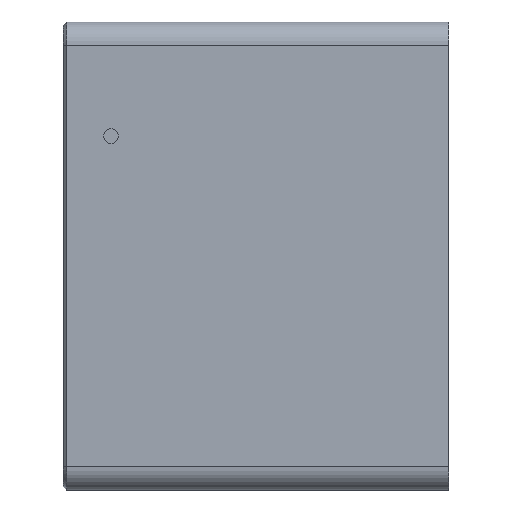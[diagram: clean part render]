
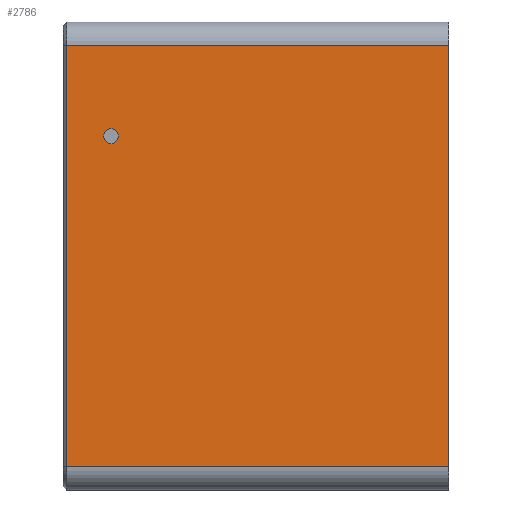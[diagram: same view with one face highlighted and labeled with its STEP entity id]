
A CAD part, left-side view. The second image highlights one B-rep face of the part: STEP entity #2786.
In plain terms, the highlighted planar face has unit normal (-1, 0, 0).
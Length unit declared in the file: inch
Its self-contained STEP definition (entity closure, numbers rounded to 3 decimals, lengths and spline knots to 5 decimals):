
#15 = VECTOR ( 'NONE', #3010, 39.37008 ) ;
#57 = CARTESIAN_POINT ( 'NONE',  ( -1.75, 0., -1.125 ) ) ;
#87 = DIRECTION ( 'NONE',  ( 0., -1., 0. ) ) ;
#329 = DIRECTION ( 'NONE',  ( 1., 0., 0. ) ) ;
#478 = CARTESIAN_POINT ( 'NONE',  ( -1.75, 2.04177, 1.25 ) ) ;
#489 = VERTEX_POINT ( 'NONE', #3579 ) ;
#498 = LINE ( 'NONE', #2238, #2059 ) ;
#520 = ORIENTED_EDGE ( 'NONE', *, *, #2742, .F. ) ;
#543 = FACE_BOUND ( 'NONE', #1590, .T. ) ;
#594 = VECTOR ( 'NONE', #87, 39.37008 ) ;
#617 = ORIENTED_EDGE ( 'NONE', *, *, #3539, .F. ) ;
#1433 = DIRECTION ( 'NONE',  ( -1., 0., 0. ) ) ;
#1532 = CARTESIAN_POINT ( 'NONE',  ( -1.75, 0., 1.125 ) ) ;
#1554 = LINE ( 'NONE', #478, #2408 ) ;
#1558 = EDGE_CURVE ( 'NONE', #3076, #1986, #2332, .T. ) ;
#1590 = EDGE_LOOP ( 'NONE', ( #1767, #1832 ) ) ;
#1674 = VERTEX_POINT ( 'NONE', #3988 ) ;
#1744 = CARTESIAN_POINT ( 'NONE',  ( -1.75, 1.80587, 0.63976 ) ) ;
#1767 = ORIENTED_EDGE ( 'NONE', *, *, #1558, .F. ) ;
#1832 = ORIENTED_EDGE ( 'NONE', *, *, #3776, .F. ) ;
#1835 = EDGE_LOOP ( 'NONE', ( #520, #617, #2640, #3568 ) ) ;
#1883 = PLANE ( 'NONE',  #2877 ) ;
#1914 = DIRECTION ( 'NONE',  ( 0., 1., 0. ) ) ;
#1965 = VERTEX_POINT ( 'NONE', #57 ) ;
#1986 = VERTEX_POINT ( 'NONE', #3506 ) ;
#2059 = VECTOR ( 'NONE', #1914, 39.37008 ) ;
#2063 = DIRECTION ( 'NONE',  ( 0., 0., 1. ) ) ;
#2107 = CIRCLE ( 'NONE', #2944, 0.03935 ) ;
#2206 = CARTESIAN_POINT ( 'NONE',  ( -1.75, 2.06177, 1.25 ) ) ;
#2238 = CARTESIAN_POINT ( 'NONE',  ( -1.75, 2.06177, -1.125 ) ) ;
#2332 = CIRCLE ( 'NONE', #2838, 0.03935 ) ;
#2357 = DIRECTION ( 'NONE',  ( 0., 0., 1. ) ) ;
#2408 = VECTOR ( 'NONE', #2357, 39.37008 ) ;
#2529 = DIRECTION ( 'NONE',  ( 0., 0., -1. ) ) ;
#2535 = EDGE_CURVE ( 'NONE', #1674, #3415, #3092, .T. ) ;
#2640 = ORIENTED_EDGE ( 'NONE', *, *, #3256, .F. ) ;
#2697 = CARTESIAN_POINT ( 'NONE',  ( -1.75, 0., 0. ) ) ;
#2742 = EDGE_CURVE ( 'NONE', #489, #1674, #1554, .T. ) ;
#2786 = ADVANCED_FACE ( 'NONE', ( #3855, #543 ), #1883, .F. ) ;
#2838 = AXIS2_PLACEMENT_3D ( 'NONE', #1744, #3930, #2063 ) ;
#2877 = AXIS2_PLACEMENT_3D ( 'NONE', #2206, #329, #2529 ) ;
#2944 = AXIS2_PLACEMENT_3D ( 'NONE', #3313, #1433, #3615 ) ;
#3010 = DIRECTION ( 'NONE',  ( 0., 0., -1. ) ) ;
#3076 = VERTEX_POINT ( 'NONE', #3594 ) ;
#3092 = LINE ( 'NONE', #3819, #594 ) ;
#3256 = EDGE_CURVE ( 'NONE', #3415, #1965, #3965, .T. ) ;
#3313 = CARTESIAN_POINT ( 'NONE',  ( -1.75, 1.80587, 0.63976 ) ) ;
#3415 = VERTEX_POINT ( 'NONE', #1532 ) ;
#3506 = CARTESIAN_POINT ( 'NONE',  ( -1.75, 1.80587, 0.60041 ) ) ;
#3539 = EDGE_CURVE ( 'NONE', #1965, #489, #498, .T. ) ;
#3568 = ORIENTED_EDGE ( 'NONE', *, *, #2535, .F. ) ;
#3579 = CARTESIAN_POINT ( 'NONE',  ( -1.75, 2.04177, -1.125 ) ) ;
#3594 = CARTESIAN_POINT ( 'NONE',  ( -1.75, 1.80587, 0.67911 ) ) ;
#3615 = DIRECTION ( 'NONE',  ( 0., 0., 1. ) ) ;
#3776 = EDGE_CURVE ( 'NONE', #1986, #3076, #2107, .T. ) ;
#3819 = CARTESIAN_POINT ( 'NONE',  ( -1.75, 2.06177, 1.125 ) ) ;
#3855 = FACE_OUTER_BOUND ( 'NONE', #1835, .T. ) ;
#3930 = DIRECTION ( 'NONE',  ( -1., 0., 0. ) ) ;
#3965 = LINE ( 'NONE', #2697, #15 ) ;
#3988 = CARTESIAN_POINT ( 'NONE',  ( -1.75, 2.04177, 1.125 ) ) ;
